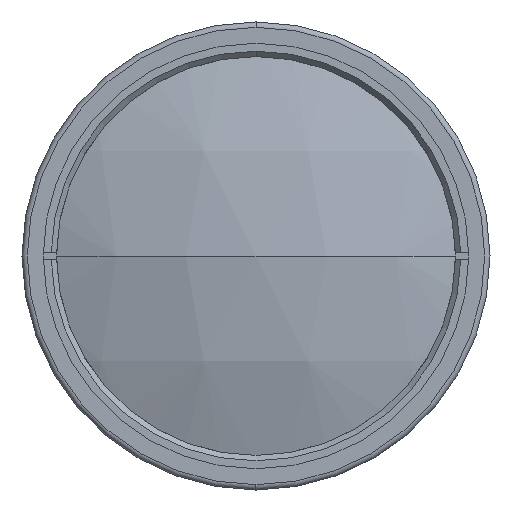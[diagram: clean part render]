
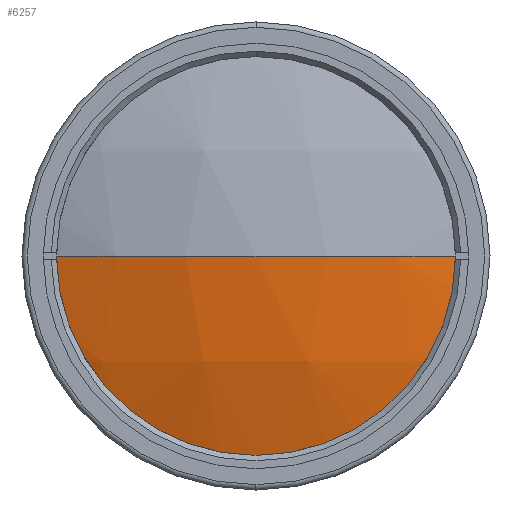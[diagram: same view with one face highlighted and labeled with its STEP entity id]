
A CAD part, left-side view. The second image highlights one B-rep face of the part: STEP entity #6257.
In plain terms, the highlighted spherical face has radius 113.9 mm.
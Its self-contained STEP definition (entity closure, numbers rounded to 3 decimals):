
#111 = CIRCLE ( 'NONE', #4459, 113.9 ) ;
#124 = CARTESIAN_POINT ( 'NONE',  ( 3.02, 0., 0. ) ) ;
#233 = AXIS2_PLACEMENT_3D ( 'NONE', #1242, #3487, #718 ) ;
#409 = CIRCLE ( 'NONE', #4516, 113.9 ) ;
#718 = DIRECTION ( 'NONE',  ( 0., 1., 0. ) ) ;
#849 = ORIENTED_EDGE ( 'NONE', *, *, #6201, .F. ) ;
#968 = EDGE_CURVE ( 'NONE', #6002, #2917, #409, .T. ) ;
#978 = DIRECTION ( 'NONE',  ( 0., 0., 1. ) ) ;
#1242 = CARTESIAN_POINT ( 'NONE',  ( 3.02, 0., 0. ) ) ;
#1460 = AXIS2_PLACEMENT_3D ( 'NONE', #5425, #5500, #978 ) ;
#1713 = ORIENTED_EDGE ( 'NONE', *, *, #968, .T. ) ;
#1730 = DIRECTION ( 'NONE',  ( 0., 0., 1. ) ) ;
#1885 = EDGE_CURVE ( 'NONE', #3935, #6002, #4035, .T. ) ;
#1956 = EDGE_LOOP ( 'NONE', ( #5775, #1713, #849 ) ) ;
#2917 = VERTEX_POINT ( 'NONE', #5203 ) ;
#2924 = DIRECTION ( 'NONE',  ( 0., 0., -1. ) ) ;
#3487 = DIRECTION ( 'NONE',  ( 0., 0., -1. ) ) ;
#3521 = FACE_OUTER_BOUND ( 'NONE', #1956, .T. ) ;
#3935 = VERTEX_POINT ( 'NONE', #7166 ) ;
#4035 = CIRCLE ( 'NONE', #1460, 39. ) ;
#4459 = AXIS2_PLACEMENT_3D ( 'NONE', #124, #1730, #5063 ) ;
#4516 = AXIS2_PLACEMENT_3D ( 'NONE', #6461, #2924, #4667 ) ;
#4667 = DIRECTION ( 'NONE',  ( 0., 1., 0. ) ) ;
#5063 = DIRECTION ( 'NONE',  ( 1., 0., 0. ) ) ;
#5187 = CARTESIAN_POINT ( 'NONE',  ( -103.995, -39., 0. ) ) ;
#5203 = CARTESIAN_POINT ( 'NONE',  ( -110.88, 0., 0. ) ) ;
#5425 = CARTESIAN_POINT ( 'NONE',  ( -103.995, 0., 0. ) ) ;
#5500 = DIRECTION ( 'NONE',  ( -1., 0., 0. ) ) ;
#5775 = ORIENTED_EDGE ( 'NONE', *, *, #1885, .T. ) ;
#6002 = VERTEX_POINT ( 'NONE', #5187 ) ;
#6201 = EDGE_CURVE ( 'NONE', #3935, #2917, #111, .T. ) ;
#6257 = ADVANCED_FACE ( 'NONE', ( #3521 ), #6271, .T. ) ;
#6271 = SPHERICAL_SURFACE ( 'NONE', #233, 113.9 ) ;
#6461 = CARTESIAN_POINT ( 'NONE',  ( 3.02, 0., 0. ) ) ;
#7166 = CARTESIAN_POINT ( 'NONE',  ( -103.995, 39., 0. ) ) ;
